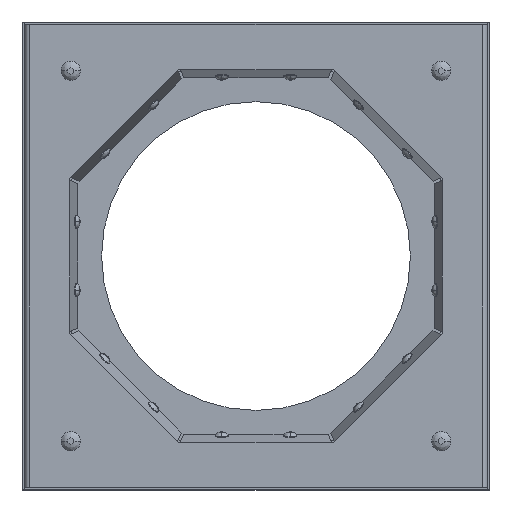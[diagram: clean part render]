
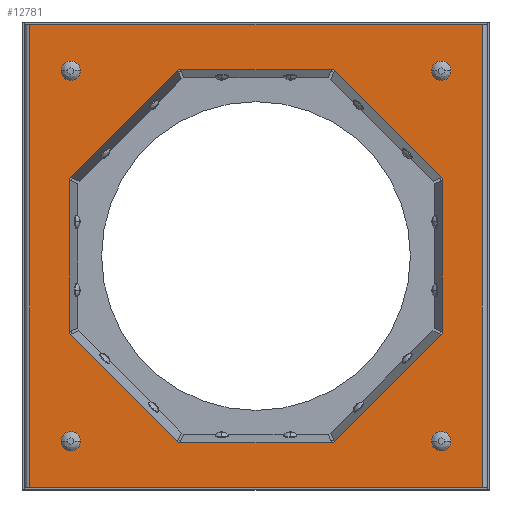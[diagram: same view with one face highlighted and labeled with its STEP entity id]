
A CAD part, top view. The second image highlights one B-rep face of the part: STEP entity #12781.
In plain terms, the highlighted planar face has unit normal (0, 0, 1).
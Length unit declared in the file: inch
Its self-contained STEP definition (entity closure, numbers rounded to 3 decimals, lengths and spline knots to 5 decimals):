
#12076=DIRECTION('',(-1.,0.,0.));
#12077=VECTOR('',#12076,7.329);
#12078=CARTESIAN_POINT('',(3.6645,3.7445,0.));
#12079=LINE('',#12078,#12077);
#12080=DIRECTION('',(1.,0.,0.));
#12081=VECTOR('',#12080,7.329);
#12082=CARTESIAN_POINT('',(-3.6645,-3.7445,0.));
#12083=LINE('',#12082,#12081);
#12084=DIRECTION('',(0.,-1.,0.));
#12085=VECTOR('',#12084,2.5);
#12086=CARTESIAN_POINT('',(3.01777,1.25,0.));
#12087=LINE('',#12086,#12085);
#12088=DIRECTION('',(0.707,-0.707,0.));
#12089=VECTOR('',#12088,2.5);
#12090=CARTESIAN_POINT('',(1.25,3.01777,0.));
#12091=LINE('',#12090,#12089);
#12092=DIRECTION('',(1.,0.,0.));
#12093=VECTOR('',#12092,2.5);
#12094=CARTESIAN_POINT('',(-1.25,3.01777,0.));
#12095=LINE('',#12094,#12093);
#12096=DIRECTION('',(0.707,0.707,0.));
#12097=VECTOR('',#12096,2.5);
#12098=CARTESIAN_POINT('',(-3.01777,1.25,0.));
#12099=LINE('',#12098,#12097);
#12100=DIRECTION('',(0.,1.,0.));
#12101=VECTOR('',#12100,2.5);
#12102=CARTESIAN_POINT('',(-3.01777,-1.25,0.));
#12103=LINE('',#12102,#12101);
#12104=DIRECTION('',(-0.707,0.707,0.));
#12105=VECTOR('',#12104,2.5);
#12106=CARTESIAN_POINT('',(-1.25,-3.01777,0.));
#12107=LINE('',#12106,#12105);
#12108=DIRECTION('',(-1.,0.,0.));
#12109=VECTOR('',#12108,2.5);
#12110=CARTESIAN_POINT('',(1.25,-3.01777,0.));
#12111=LINE('',#12110,#12109);
#12112=DIRECTION('',(-0.707,-0.707,0.));
#12113=VECTOR('',#12112,2.5);
#12114=CARTESIAN_POINT('',(3.01777,-1.25,0.));
#12115=LINE('',#12114,#12113);
#12116=CARTESIAN_POINT('',(3.,3.,0.));
#12117=DIRECTION('',(0.,0.,1.));
#12118=DIRECTION('',(-1.,0.,0.));
#12119=AXIS2_PLACEMENT_3D('',#12116,#12117,#12118);
#12121=CARTESIAN_POINT('',(3.,3.,0.));
#12122=DIRECTION('',(0.,0.,1.));
#12123=DIRECTION('',(1.,0.,0.));
#12124=AXIS2_PLACEMENT_3D('',#12121,#12122,#12123);
#12126=CARTESIAN_POINT('',(-3.,3.,0.));
#12127=DIRECTION('',(0.,0.,1.));
#12128=DIRECTION('',(-1.,0.,0.));
#12129=AXIS2_PLACEMENT_3D('',#12126,#12127,#12128);
#12131=CARTESIAN_POINT('',(-3.,3.,0.));
#12132=DIRECTION('',(0.,0.,1.));
#12133=DIRECTION('',(1.,0.,0.));
#12134=AXIS2_PLACEMENT_3D('',#12131,#12132,#12133);
#12136=CARTESIAN_POINT('',(-3.,-3.,0.));
#12137=DIRECTION('',(0.,0.,1.));
#12138=DIRECTION('',(-1.,0.,0.));
#12139=AXIS2_PLACEMENT_3D('',#12136,#12137,#12138);
#12141=CARTESIAN_POINT('',(-3.,-3.,0.));
#12142=DIRECTION('',(0.,0.,1.));
#12143=DIRECTION('',(1.,0.,0.));
#12144=AXIS2_PLACEMENT_3D('',#12141,#12142,#12143);
#12146=CARTESIAN_POINT('',(3.,-3.,0.));
#12147=DIRECTION('',(0.,0.,1.));
#12148=DIRECTION('',(-1.,0.,0.));
#12149=AXIS2_PLACEMENT_3D('',#12146,#12147,#12148);
#12151=CARTESIAN_POINT('',(3.,-3.,0.));
#12152=DIRECTION('',(0.,0.,1.));
#12153=DIRECTION('',(1.,0.,0.));
#12154=AXIS2_PLACEMENT_3D('',#12151,#12152,#12153);
#12165=DIRECTION('',(0.,-1.,0.));
#12166=VECTOR('',#12165,7.489);
#12167=CARTESIAN_POINT('',(-3.6645,3.7445,0.));
#12168=LINE('',#12167,#12166);
#12231=DIRECTION('',(0.,1.,0.));
#12232=VECTOR('',#12231,7.489);
#12233=CARTESIAN_POINT('',(3.6645,-3.7445,0.));
#12234=LINE('',#12233,#12232);
#12580=CARTESIAN_POINT('',(2.9,3.,0.));
#12581=CARTESIAN_POINT('',(3.1,3.,0.));
#12582=VERTEX_POINT('',#12580);
#12583=VERTEX_POINT('',#12581);
#12584=CARTESIAN_POINT('',(-3.1,3.,0.));
#12585=CARTESIAN_POINT('',(-2.9,3.,0.));
#12586=VERTEX_POINT('',#12584);
#12587=VERTEX_POINT('',#12585);
#12588=CARTESIAN_POINT('',(-3.1,-3.,0.));
#12589=CARTESIAN_POINT('',(-2.9,-3.,0.));
#12590=VERTEX_POINT('',#12588);
#12591=VERTEX_POINT('',#12589);
#12592=CARTESIAN_POINT('',(2.9,-3.,0.));
#12593=CARTESIAN_POINT('',(3.1,-3.,0.));
#12594=VERTEX_POINT('',#12592);
#12595=VERTEX_POINT('',#12593);
#12620=CARTESIAN_POINT('',(3.6645,-3.7445,0.));
#12621=VERTEX_POINT('',#12620);
#12622=CARTESIAN_POINT('',(3.6645,3.7445,0.));
#12623=VERTEX_POINT('',#12622);
#12644=CARTESIAN_POINT('',(-3.6645,3.7445,0.));
#12645=VERTEX_POINT('',#12644);
#12646=CARTESIAN_POINT('',(-3.6645,-3.7445,0.));
#12647=VERTEX_POINT('',#12646);
#12692=CARTESIAN_POINT('',(3.01777,1.25,0.));
#12693=CARTESIAN_POINT('',(3.01777,-1.25,0.));
#12694=VERTEX_POINT('',#12692);
#12695=VERTEX_POINT('',#12693);
#12696=CARTESIAN_POINT('',(1.25,-3.01777,0.));
#12697=VERTEX_POINT('',#12696);
#12698=CARTESIAN_POINT('',(-1.25,-3.01777,0.));
#12699=VERTEX_POINT('',#12698);
#12700=CARTESIAN_POINT('',(-3.01777,-1.25,0.));
#12701=VERTEX_POINT('',#12700);
#12702=CARTESIAN_POINT('',(-3.01777,1.25,0.));
#12703=VERTEX_POINT('',#12702);
#12704=CARTESIAN_POINT('',(-1.25,3.01777,0.));
#12705=VERTEX_POINT('',#12704);
#12706=CARTESIAN_POINT('',(1.25,3.01777,0.));
#12707=VERTEX_POINT('',#12706);
#12724=CARTESIAN_POINT('',(0.,0.,0.));
#12725=DIRECTION('',(0.,0.,1.));
#12726=DIRECTION('',(1.,0.,0.));
#12727=AXIS2_PLACEMENT_3D('',#12724,#12725,#12726);
#12728=PLANE('',#12727);
#12730=ORIENTED_EDGE('',*,*,#12729,.F.);
#12732=ORIENTED_EDGE('',*,*,#12731,.F.);
#12734=ORIENTED_EDGE('',*,*,#12733,.F.);
#12736=ORIENTED_EDGE('',*,*,#12735,.F.);
#12737=EDGE_LOOP('',(#12730,#12732,#12734,#12736));
#12738=FACE_OUTER_BOUND('',#12737,.F.);
#12740=ORIENTED_EDGE('',*,*,#12739,.F.);
#12742=ORIENTED_EDGE('',*,*,#12741,.F.);
#12744=ORIENTED_EDGE('',*,*,#12743,.F.);
#12746=ORIENTED_EDGE('',*,*,#12745,.F.);
#12748=ORIENTED_EDGE('',*,*,#12747,.F.);
#12750=ORIENTED_EDGE('',*,*,#12749,.F.);
#12752=ORIENTED_EDGE('',*,*,#12751,.F.);
#12754=ORIENTED_EDGE('',*,*,#12753,.F.);
#12755=EDGE_LOOP('',(#12740,#12742,#12744,#12746,#12748,#12750,#12752,#12754));
#12756=FACE_BOUND('',#12755,.F.);
#12758=ORIENTED_EDGE('',*,*,#12757,.T.);
#12760=ORIENTED_EDGE('',*,*,#12759,.T.);
#12761=EDGE_LOOP('',(#12758,#12760));
#12762=FACE_BOUND('',#12761,.F.);
#12764=ORIENTED_EDGE('',*,*,#12763,.T.);
#12766=ORIENTED_EDGE('',*,*,#12765,.T.);
#12767=EDGE_LOOP('',(#12764,#12766));
#12768=FACE_BOUND('',#12767,.F.);
#12770=ORIENTED_EDGE('',*,*,#12769,.T.);
#12772=ORIENTED_EDGE('',*,*,#12771,.T.);
#12773=EDGE_LOOP('',(#12770,#12772));
#12774=FACE_BOUND('',#12773,.F.);
#12776=ORIENTED_EDGE('',*,*,#12775,.T.);
#12778=ORIENTED_EDGE('',*,*,#12777,.T.);
#12779=EDGE_LOOP('',(#12776,#12778));
#12780=FACE_BOUND('',#12779,.F.);
#12781=ADVANCED_FACE('',(#12738,#12756,#12762,#12768,#12774,#12780),#12728,.T.);
#12120=CIRCLE('',#12119,0.1);
#12125=CIRCLE('',#12124,0.1);
#12130=CIRCLE('',#12129,0.1);
#12135=CIRCLE('',#12134,0.1);
#12140=CIRCLE('',#12139,0.1);
#12145=CIRCLE('',#12144,0.1);
#12150=CIRCLE('',#12149,0.1);
#12155=CIRCLE('',#12154,0.1);
#12729=EDGE_CURVE('',#12645,#12647,#12168,.T.);
#12731=EDGE_CURVE('',#12623,#12645,#12079,.T.);
#12733=EDGE_CURVE('',#12621,#12623,#12234,.T.);
#12735=EDGE_CURVE('',#12647,#12621,#12083,.T.);
#12739=EDGE_CURVE('',#12694,#12695,#12087,.T.);
#12741=EDGE_CURVE('',#12707,#12694,#12091,.T.);
#12743=EDGE_CURVE('',#12705,#12707,#12095,.T.);
#12745=EDGE_CURVE('',#12703,#12705,#12099,.T.);
#12747=EDGE_CURVE('',#12701,#12703,#12103,.T.);
#12749=EDGE_CURVE('',#12699,#12701,#12107,.T.);
#12751=EDGE_CURVE('',#12697,#12699,#12111,.T.);
#12753=EDGE_CURVE('',#12695,#12697,#12115,.T.);
#12757=EDGE_CURVE('',#12582,#12583,#12120,.T.);
#12759=EDGE_CURVE('',#12583,#12582,#12125,.T.);
#12763=EDGE_CURVE('',#12586,#12587,#12130,.T.);
#12765=EDGE_CURVE('',#12587,#12586,#12135,.T.);
#12769=EDGE_CURVE('',#12590,#12591,#12140,.T.);
#12771=EDGE_CURVE('',#12591,#12590,#12145,.T.);
#12775=EDGE_CURVE('',#12594,#12595,#12150,.T.);
#12777=EDGE_CURVE('',#12595,#12594,#12155,.T.);
